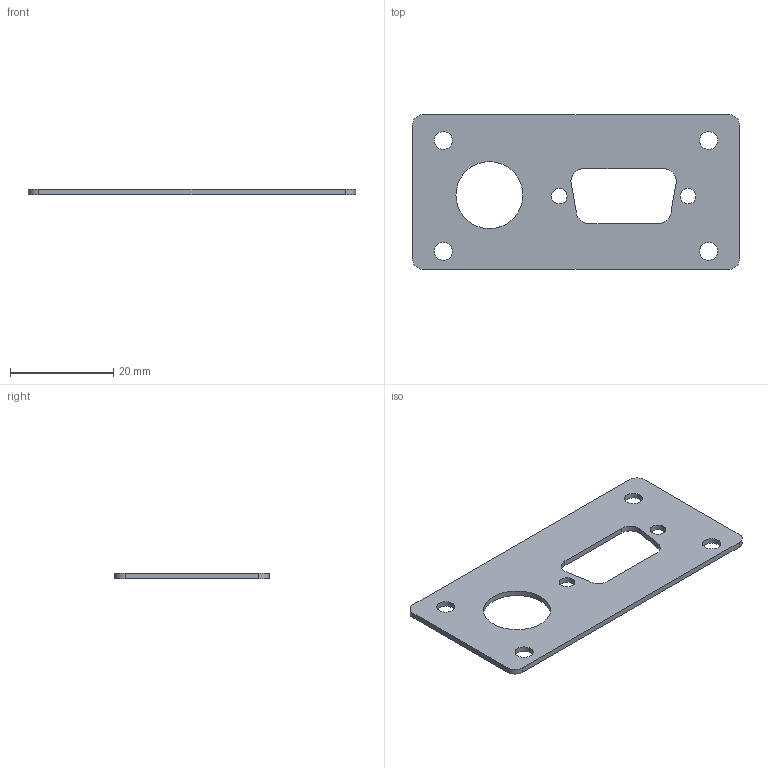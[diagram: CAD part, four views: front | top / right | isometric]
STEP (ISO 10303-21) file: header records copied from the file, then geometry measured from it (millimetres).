
FILE_DESCRIPTION(('KiCad electronic assembly'),'2;1');
FILE_NAME('rearcase.step','2022-10-31T14:09:07',('Pcbnew'),('Kicad'), 'Open CASCADE STEP processor 7.6','KiCad to STEP converter','Unknown' );
FILE_SCHEMA(('AUTOMOTIVE_DESIGN { 1 0 10303 214 1 1 1 1 }'));
Length unit declared in the file: millimetre
Products named in the file (2): rearcase 1; rearcase PCB
Assembly tree (1 placements, depth 2):
  rearcase 1
    rearcase PCB
Bounding box: 63.5 x 30 x 1.09 mm (x, y, z)
Volume: 1649.6 mm3; surface area: 3401.4 mm2
Topology: 1 solids, 1 shells, 25 faces, 69 edges, 46 vertices
Faces by surface type: cylinder 15, plane 10
Full cylindrical faces by diameter (mm): 3.05 x2, 3.5 x4, 13 x1
Entity records: 1789 total; most frequent: DIRECTION 291, CARTESIAN_POINT 280, LINE 147, VECTOR 147, ORIENTED_EDGE 138, PCURVE 138, DEFINITIONAL_REPRESENTATION 138, EDGE_CURVE 69
